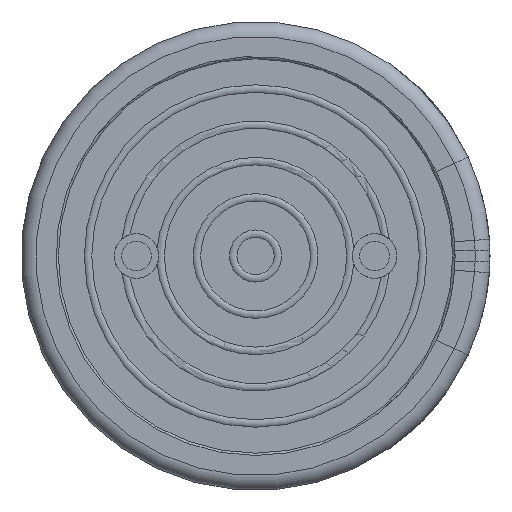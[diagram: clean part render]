
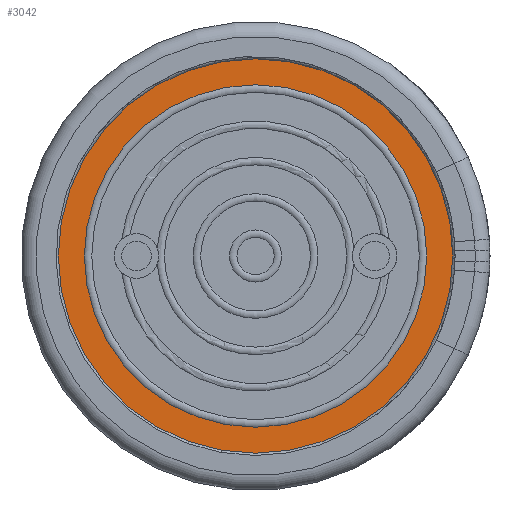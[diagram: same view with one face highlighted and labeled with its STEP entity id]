
A CAD part, front view. The second image highlights one B-rep face of the part: STEP entity #3042.
In plain terms, the highlighted planar face has unit normal (0, -1, 0).
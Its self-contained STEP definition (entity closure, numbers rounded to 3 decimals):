
#63=FACE_BOUND('',#449,.T.);
#190=PLANE('',#3403);
#308=FACE_OUTER_BOUND('',#448,.T.);
#448=EDGE_LOOP('',(#2714,#2715));
#449=EDGE_LOOP('',(#2716,#2717));
#934=CIRCLE('',#3337,2.65);
#935=CIRCLE('',#3338,2.65);
#969=CIRCLE('',#3381,2.3);
#970=CIRCLE('',#3382,2.3);
#1316=VERTEX_POINT('',#5613);
#1317=VERTEX_POINT('',#5615);
#1346=VERTEX_POINT('',#5697);
#1347=VERTEX_POINT('',#5698);
#1759=EDGE_CURVE('',#1316,#1317,#934,.T.);
#1760=EDGE_CURVE('',#1317,#1316,#935,.T.);
#1803=EDGE_CURVE('',#1346,#1347,#969,.T.);
#1804=EDGE_CURVE('',#1347,#1346,#970,.T.);
#2714=ORIENTED_EDGE('',*,*,#1760,.F.);
#2715=ORIENTED_EDGE('',*,*,#1759,.F.);
#2716=ORIENTED_EDGE('',*,*,#1803,.T.);
#2717=ORIENTED_EDGE('',*,*,#1804,.T.);
#3042=ADVANCED_FACE('',(#308,#63),#190,.T.);
#3337=AXIS2_PLACEMENT_3D('',#5616,#4076,#4077);
#3338=AXIS2_PLACEMENT_3D('',#5617,#4078,#4079);
#3381=AXIS2_PLACEMENT_3D('',#5699,#4173,#4174);
#3382=AXIS2_PLACEMENT_3D('',#5700,#4175,#4176);
#3403=AXIS2_PLACEMENT_3D('',#5734,#4220,#4221);
#4076=DIRECTION('center_axis',(0.,1.,0.));
#4077=DIRECTION('ref_axis',(1.,0.,0.));
#4078=DIRECTION('center_axis',(0.,1.,0.));
#4079=DIRECTION('ref_axis',(1.,0.,0.));
#4173=DIRECTION('center_axis',(0.,1.,0.));
#4174=DIRECTION('ref_axis',(-1.,0.,0.));
#4175=DIRECTION('center_axis',(0.,1.,0.));
#4176=DIRECTION('ref_axis',(-1.,0.,0.));
#4220=DIRECTION('center_axis',(0.,-1.,0.));
#4221=DIRECTION('ref_axis',(0.,0.,-1.));
#5613=CARTESIAN_POINT('',(-2.65,0.1,0.));
#5615=CARTESIAN_POINT('',(2.65,0.1,0.));
#5616=CARTESIAN_POINT('Origin',(0.,0.1,0.));
#5617=CARTESIAN_POINT('Origin',(0.,0.1,0.));
#5697=CARTESIAN_POINT('',(-2.3,0.1,0.));
#5698=CARTESIAN_POINT('',(2.3,0.1,0.));
#5699=CARTESIAN_POINT('Origin',(0.,0.1,0.));
#5700=CARTESIAN_POINT('Origin',(0.,0.1,0.));
#5734=CARTESIAN_POINT('Origin',(0.,0.1,0.));
